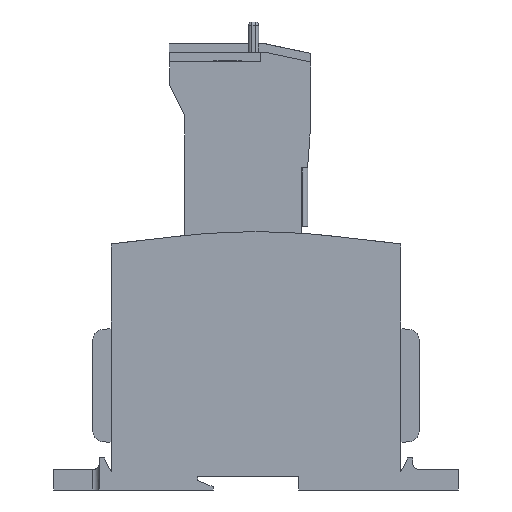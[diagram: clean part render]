
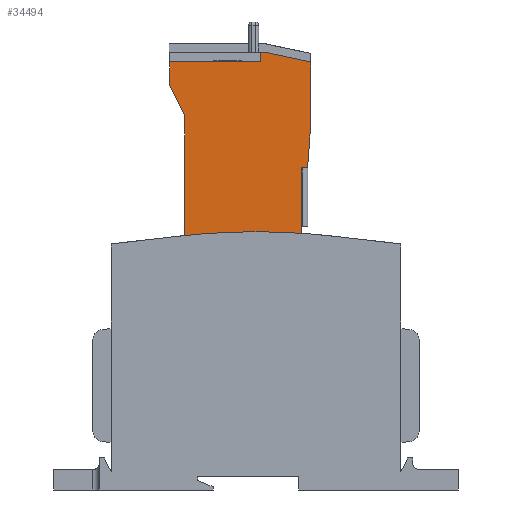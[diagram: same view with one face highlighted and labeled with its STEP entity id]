
A CAD part, left-side view. The second image highlights one B-rep face of the part: STEP entity #34494.
In plain terms, the highlighted planar face has unit normal (-1, 0, 0).
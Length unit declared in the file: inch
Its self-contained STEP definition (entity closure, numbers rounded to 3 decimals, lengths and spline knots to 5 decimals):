
#84 = ORIENTED_EDGE ( 'NONE', *, *, #2704, .F. ) ;
#159 = CARTESIAN_POINT ( 'NONE',  ( -0.88583, -0.64173, 2.33465 ) ) ;
#166 = FACE_OUTER_BOUND ( 'NONE', #4758, .T. ) ;
#717 = VECTOR ( 'NONE', #9127, 39.37008 ) ;
#776 = DIRECTION ( 'NONE',  ( 0., 1., 0. ) ) ;
#898 = CARTESIAN_POINT ( 'NONE',  ( -0.88583, 1.01181, 2.27559 ) ) ;
#996 = LINE ( 'NONE', #20492, #33842 ) ;
#1170 = CARTESIAN_POINT ( 'NONE',  ( -0.88583, 0.83071, 1.70472 ) ) ;
#1257 = ORIENTED_EDGE ( 'NONE', *, *, #15391, .T. ) ;
#1453 = LINE ( 'NONE', #898, #23179 ) ;
#1617 = VECTOR ( 'NONE', #9581, 39.37008 ) ;
#1964 = CARTESIAN_POINT ( 'NONE',  ( -0.88583, -0.00197, -3.14961 ) ) ;
#2170 = CARTESIAN_POINT ( 'NONE',  ( -0.88583, -0.64173, 1.63663 ) ) ;
#2704 = EDGE_CURVE ( 'NONE', #4091, #30959, #36291, .T. ) ;
#3315 = ORIENTED_EDGE ( 'NONE', *, *, #12508, .F. ) ;
#4091 = VERTEX_POINT ( 'NONE', #35866 ) ;
#4445 = ORIENTED_EDGE ( 'NONE', *, *, #14297, .F. ) ;
#4484 = CARTESIAN_POINT ( 'NONE',  ( -0.88583, 0.83071, 0.08128 ) ) ;
#4758 = EDGE_LOOP ( 'NONE', ( #15656, #19244, #1257, #32253, #24707, #17585, #25976, #10967, #6948, #4445, #3315, #23381, #29494, #17164, #84, #18364, #10052 ) ) ;
#5532 = CARTESIAN_POINT ( 'NONE',  ( -0.88583, -0.04724, 2.33465 ) ) ;
#6024 = LINE ( 'NONE', #32076, #717 ) ;
#6183 = VERTEX_POINT ( 'NONE', #6828 ) ;
#6659 = CARTESIAN_POINT ( 'NONE',  ( -0.88583, -0.1063, 2.44685 ) ) ;
#6733 = CARTESIAN_POINT ( 'NONE',  ( -0.88583, 0.83071, 0.08128 ) ) ;
#6828 = CARTESIAN_POINT ( 'NONE',  ( -0.88583, -0.1063, 2.44685 ) ) ;
#6907 = VERTEX_POINT ( 'NONE', #29353 ) ;
#6948 = ORIENTED_EDGE ( 'NONE', *, *, #19718, .F. ) ;
#7285 = EDGE_CURVE ( 'NONE', #27513, #30789, #21579, .T. ) ;
#7308 = CARTESIAN_POINT ( 'NONE',  ( -0.88583, -0.6063, 1.14764 ) ) ;
#7539 = DIRECTION ( 'NONE',  ( -1., 0., 0. ) ) ;
#8066 = LINE ( 'NONE', #6659, #32093 ) ;
#9127 = DIRECTION ( 'NONE',  ( 0., 0., 1. ) ) ;
#9164 = CARTESIAN_POINT ( 'NONE',  ( -0.88583, -0.75591, 0.19685 ) ) ;
#9581 = DIRECTION ( 'NONE',  ( 0., 1., 0. ) ) ;
#9728 = CARTESIAN_POINT ( 'NONE',  ( -0.88583, -0.6063, 1.09646 ) ) ;
#10002 = EDGE_CURVE ( 'NONE', #24169, #14879, #33375, .T. ) ;
#10052 = ORIENTED_EDGE ( 'NONE', *, *, #30189, .F. ) ;
#10967 = ORIENTED_EDGE ( 'NONE', *, *, #10002, .F. ) ;
#11403 = DIRECTION ( 'NONE',  ( 0., -1., 0. ) ) ;
#11538 = CARTESIAN_POINT ( 'NONE',  ( -0.88583, 1.00787, 2.05906 ) ) ;
#11578 = CARTESIAN_POINT ( 'NONE',  ( -0.88583, 1.00787, 2.27559 ) ) ;
#11960 = CARTESIAN_POINT ( 'NONE',  ( -0.88583, -0.75591, 0.08128 ) ) ;
#12145 = DIRECTION ( 'NONE',  ( 0., -1., 0. ) ) ;
#12508 = EDGE_CURVE ( 'NONE', #28145, #27936, #21973, .T. ) ;
#13429 = DIRECTION ( 'NONE',  ( 0., 0.072, -0.997 ) ) ;
#13464 = EDGE_CURVE ( 'NONE', #14879, #19989, #26348, .T. ) ;
#14108 = EDGE_CURVE ( 'NONE', #6907, #6183, #8066, .T. ) ;
#14297 = EDGE_CURVE ( 'NONE', #27936, #21574, #28499, .T. ) ;
#14481 = DIRECTION ( 'NONE',  ( 0., 0., -1. ) ) ;
#14799 = CARTESIAN_POINT ( 'NONE',  ( -0.88583, -0.52756, 1.09646 ) ) ;
#14879 = VERTEX_POINT ( 'NONE', #1170 ) ;
#15391 = EDGE_CURVE ( 'NONE', #29706, #20549, #996, .T. ) ;
#15656 = ORIENTED_EDGE ( 'NONE', *, *, #14108, .F. ) ;
#15865 = VECTOR ( 'NONE', #13429, 39.37008 ) ;
#16010 = DIRECTION ( 'NONE',  ( 0., 0., 1. ) ) ;
#16125 = PLANE ( 'NONE',  #28409 ) ;
#16340 = DIRECTION ( 'NONE',  ( 0., 0., -1. ) ) ;
#17025 = DIRECTION ( 'NONE',  ( 0., 0., 1. ) ) ;
#17164 = ORIENTED_EDGE ( 'NONE', *, *, #31886, .F. ) ;
#17585 = ORIENTED_EDGE ( 'NONE', *, *, #19136, .F. ) ;
#18017 = VECTOR ( 'NONE', #16340, 39.37008 ) ;
#18364 = ORIENTED_EDGE ( 'NONE', *, *, #33543, .F. ) ;
#19136 = EDGE_CURVE ( 'NONE', #19989, #26138, #6024, .T. ) ;
#19244 = ORIENTED_EDGE ( 'NONE', *, *, #32010, .T. ) ;
#19718 = EDGE_CURVE ( 'NONE', #21574, #24169, #27700, .T. ) ;
#19989 = VERTEX_POINT ( 'NONE', #11538 ) ;
#20492 = CARTESIAN_POINT ( 'NONE',  ( -0.88583, -0.00197, 2.33465 ) ) ;
#20549 = VERTEX_POINT ( 'NONE', #36690 ) ;
#21064 = CARTESIAN_POINT ( 'NONE',  ( -0.88583, -0.52756, 0.19685 ) ) ;
#21112 = LINE ( 'NONE', #34432, #28187 ) ;
#21574 = VERTEX_POINT ( 'NONE', #11960 ) ;
#21579 = LINE ( 'NONE', #14799, #1617 ) ;
#21682 = EDGE_CURVE ( 'NONE', #26138, #22553, #1453, .T. ) ;
#21699 = CARTESIAN_POINT ( 'NONE',  ( -0.88583, -0.64173, 2.33465 ) ) ;
#21811 = DIRECTION ( 'NONE',  ( 0., -1., 0. ) ) ;
#21973 = LINE ( 'NONE', #9164, #23738 ) ;
#22220 = EDGE_CURVE ( 'NONE', #30789, #28145, #29833, .T. ) ;
#22479 = LINE ( 'NONE', #27563, #24253 ) ;
#22553 = VERTEX_POINT ( 'NONE', #27356 ) ;
#22819 = CARTESIAN_POINT ( 'NONE',  ( -0.88583, 1.00787, 2.05906 ) ) ;
#23179 = VECTOR ( 'NONE', #23565, 39.37008 ) ;
#23381 = ORIENTED_EDGE ( 'NONE', *, *, #22220, .F. ) ;
#23565 = DIRECTION ( 'NONE',  ( 0., 1., 0. ) ) ;
#23738 = VECTOR ( 'NONE', #11403, 39.37008 ) ;
#24169 = VERTEX_POINT ( 'NONE', #6733 ) ;
#24253 = VECTOR ( 'NONE', #33167, 39.37008 ) ;
#24366 = CARTESIAN_POINT ( 'NONE',  ( -0.88583, -0.52756, 0.19685 ) ) ;
#24707 = ORIENTED_EDGE ( 'NONE', *, *, #21682, .F. ) ;
#25976 = ORIENTED_EDGE ( 'NONE', *, *, #13464, .F. ) ;
#26130 = EDGE_CURVE ( 'NONE', #22553, #20549, #21112, .T. ) ;
#26138 = VERTEX_POINT ( 'NONE', #11578 ) ;
#26348 = LINE ( 'NONE', #22819, #29919 ) ;
#26437 = LINE ( 'NONE', #2170, #18017 ) ;
#26763 = DIRECTION ( 'NONE',  ( 0., 0., -1. ) ) ;
#27035 = VECTOR ( 'NONE', #28336, 39.37008 ) ;
#27202 = CARTESIAN_POINT ( 'NONE',  ( -0.88583, -0.6063, 1.14764 ) ) ;
#27277 = VECTOR ( 'NONE', #27310, 39.37008 ) ;
#27310 = DIRECTION ( 'NONE',  ( 0., 1., 0. ) ) ;
#27356 = CARTESIAN_POINT ( 'NONE',  ( -0.88583, 1.01181, 2.27559 ) ) ;
#27513 = VERTEX_POINT ( 'NONE', #30441 ) ;
#27563 = CARTESIAN_POINT ( 'NONE',  ( -0.88583, -0.04724, -3.14961 ) ) ;
#27700 = LINE ( 'NONE', #4484, #27277 ) ;
#27936 = VERTEX_POINT ( 'NONE', #36377 ) ;
#28145 = VERTEX_POINT ( 'NONE', #24366 ) ;
#28187 = VECTOR ( 'NONE', #17025, 39.37008 ) ;
#28336 = DIRECTION ( 'NONE',  ( 0., -0.979, -0.205 ) ) ;
#28409 = AXIS2_PLACEMENT_3D ( 'NONE', #1964, #7539, #21811 ) ;
#28499 = LINE ( 'NONE', #28752, #32989 ) ;
#28752 = CARTESIAN_POINT ( 'NONE',  ( -0.88583, -0.75591, 0.08128 ) ) ;
#29353 = CARTESIAN_POINT ( 'NONE',  ( -0.88583, -0.04724, 2.44685 ) ) ;
#29361 = VECTOR ( 'NONE', #26763, 39.37008 ) ;
#29494 = ORIENTED_EDGE ( 'NONE', *, *, #7285, .F. ) ;
#29706 = VERTEX_POINT ( 'NONE', #5532 ) ;
#29833 = LINE ( 'NONE', #21064, #29361 ) ;
#29919 = VECTOR ( 'NONE', #36749, 39.37008 ) ;
#30189 = EDGE_CURVE ( 'NONE', #6183, #31012, #33236, .T. ) ;
#30441 = CARTESIAN_POINT ( 'NONE',  ( -0.88583, -0.6063, 1.09646 ) ) ;
#30789 = VERTEX_POINT ( 'NONE', #31637 ) ;
#30916 = LINE ( 'NONE', #9728, #31374 ) ;
#30959 = VERTEX_POINT ( 'NONE', #7308 ) ;
#31012 = VERTEX_POINT ( 'NONE', #21699 ) ;
#31127 = VECTOR ( 'NONE', #16010, 39.37008 ) ;
#31374 = VECTOR ( 'NONE', #35295, 39.37008 ) ;
#31637 = CARTESIAN_POINT ( 'NONE',  ( -0.88583, -0.52756, 1.09646 ) ) ;
#31886 = EDGE_CURVE ( 'NONE', #30959, #27513, #30916, .T. ) ;
#32010 = EDGE_CURVE ( 'NONE', #6907, #29706, #22479, .T. ) ;
#32076 = CARTESIAN_POINT ( 'NONE',  ( -0.88583, 1.00787, 2.27559 ) ) ;
#32093 = VECTOR ( 'NONE', #12145, 39.37008 ) ;
#32253 = ORIENTED_EDGE ( 'NONE', *, *, #26130, .F. ) ;
#32989 = VECTOR ( 'NONE', #14481, 39.37008 ) ;
#33167 = DIRECTION ( 'NONE',  ( 0., 0., -1. ) ) ;
#33236 = LINE ( 'NONE', #159, #27035 ) ;
#33375 = LINE ( 'NONE', #35872, #31127 ) ;
#33543 = EDGE_CURVE ( 'NONE', #31012, #4091, #26437, .T. ) ;
#33842 = VECTOR ( 'NONE', #776, 39.37008 ) ;
#34432 = CARTESIAN_POINT ( 'NONE',  ( -0.88583, 1.01181, 2.44685 ) ) ;
#34494 = ADVANCED_FACE ( 'NONE', ( #166 ), #16125, .T. ) ;
#35295 = DIRECTION ( 'NONE',  ( 0., 0., -1. ) ) ;
#35866 = CARTESIAN_POINT ( 'NONE',  ( -0.88583, -0.64173, 1.63663 ) ) ;
#35872 = CARTESIAN_POINT ( 'NONE',  ( -0.88583, 0.83071, 1.70472 ) ) ;
#36291 = LINE ( 'NONE', #27202, #15865 ) ;
#36377 = CARTESIAN_POINT ( 'NONE',  ( -0.88583, -0.75591, 0.19685 ) ) ;
#36690 = CARTESIAN_POINT ( 'NONE',  ( -0.88583, 1.01181, 2.33465 ) ) ;
#36749 = DIRECTION ( 'NONE',  ( 0., 0.447, 0.894 ) ) ;
